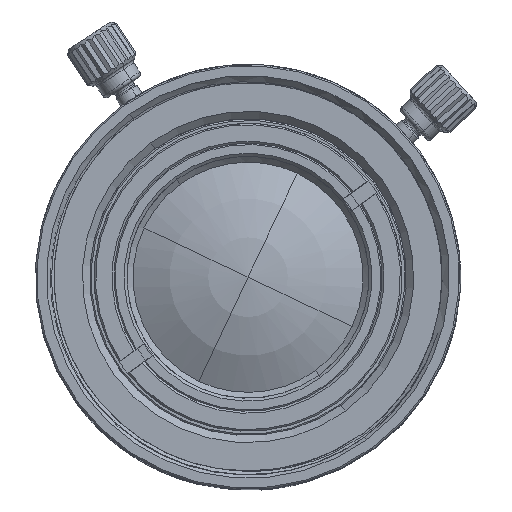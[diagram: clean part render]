
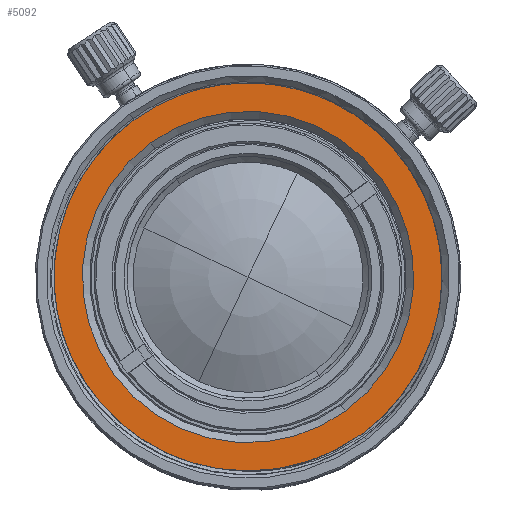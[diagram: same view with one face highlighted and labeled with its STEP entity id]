
A CAD part, top view. The second image highlights one B-rep face of the part: STEP entity #5092.
In plain terms, the highlighted planar face has unit normal (0, 0, 1).
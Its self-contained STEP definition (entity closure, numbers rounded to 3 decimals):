
#5031=CARTESIAN_POINT('Vertex',(-6.642,9.142,50.676)) ;
#5034=CARTESIAN_POINT('Axis2P3D Location',(0.,0.,50.676)) ;
#5038=CARTESIAN_POINT('Vertex',(6.642,-9.142,50.676)) ;
#5053=CARTESIAN_POINT('Axis2P3D Location',(0.,0.,50.676)) ;
#5065=CARTESIAN_POINT('Axis2P3D Location',(8.07,-11.107,50.676)) ;
#5070=CARTESIAN_POINT('Axis2P3D Location',(0.,0.,50.676)) ;
#5074=CARTESIAN_POINT('Vertex',(-8.07,11.107,50.676)) ;
#5076=CARTESIAN_POINT('Vertex',(8.07,-11.107,50.676)) ;
#5079=CARTESIAN_POINT('Axis2P3D Location',(0.,0.,50.676)) ;
#5035=DIRECTION('Axis2P3D Direction',(-0.,0.,1.)) ;
#5054=DIRECTION('Axis2P3D Direction',(-0.,0.,1.)) ;
#5066=DIRECTION('Axis2P3D Direction',(0.,-0.,1.)) ;
#5067=DIRECTION('Axis2P3D XDirection',(0.809,0.588,0.)) ;
#5071=DIRECTION('Axis2P3D Direction',(0.,-0.,1.)) ;
#5080=DIRECTION('Axis2P3D Direction',(0.,-0.,1.)) ;
#5036=AXIS2_PLACEMENT_3D('Circle Axis2P3D',#5034,#5035,$) ;
#5055=AXIS2_PLACEMENT_3D('Circle Axis2P3D',#5053,#5054,$) ;
#5068=AXIS2_PLACEMENT_3D('Plane Axis2P3D',#5065,#5066,#5067) ;
#5072=AXIS2_PLACEMENT_3D('Circle Axis2P3D',#5070,#5071,$) ;
#5081=AXIS2_PLACEMENT_3D('Circle Axis2P3D',#5079,#5080,$) ;
#5085=ORIENTED_EDGE('',*,*,#5078,.T.) ;
#5086=ORIENTED_EDGE('',*,*,#5083,.T.) ;
#5089=ORIENTED_EDGE('',*,*,#5057,.F.) ;
#5090=ORIENTED_EDGE('',*,*,#5040,.F.) ;
#5091=FACE_BOUND('',#5088,.T.) ;
#5092=ADVANCED_FACE('EEC05E0000',(#5087,#5091),#5069,.T.) ;
#5037=CIRCLE('generated circle',#5036,11.3) ;
#5056=CIRCLE('generated circle',#5055,11.3) ;
#5073=CIRCLE('generated circle',#5072,13.729) ;
#5082=CIRCLE('generated circle',#5081,13.729) ;
#5040=EDGE_CURVE('',#5032,#5039,#5037,.T.) ;
#5057=EDGE_CURVE('',#5039,#5032,#5056,.T.) ;
#5078=EDGE_CURVE('',#5075,#5077,#5073,.T.) ;
#5083=EDGE_CURVE('',#5077,#5075,#5082,.T.) ;
#5084=EDGE_LOOP('',(#5085,#5086)) ;
#5088=EDGE_LOOP('',(#5089,#5090)) ;
#5087=FACE_OUTER_BOUND('',#5084,.T.) ;
#5069=PLANE('',#5068) ;
#5032=VERTEX_POINT('',#5031) ;
#5039=VERTEX_POINT('',#5038) ;
#5075=VERTEX_POINT('',#5074) ;
#5077=VERTEX_POINT('',#5076) ;
